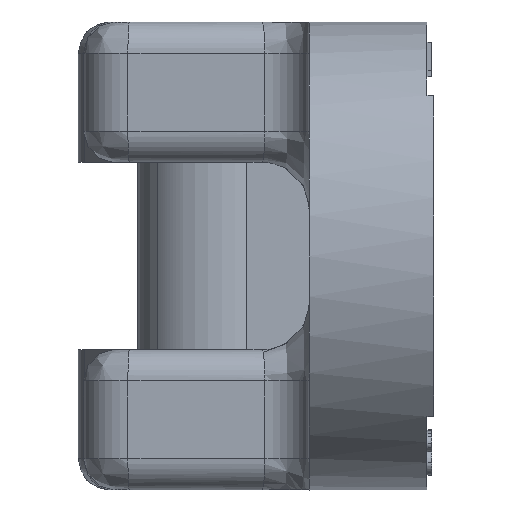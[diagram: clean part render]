
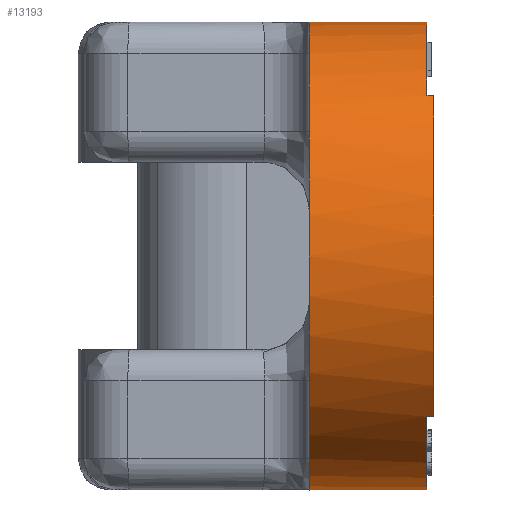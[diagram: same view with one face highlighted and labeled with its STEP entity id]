
A CAD part, left-side view. The second image highlights one B-rep face of the part: STEP entity #13193.
In plain terms, the highlighted cylindrical face has radius 7.5 mm (diameter 15 mm), a partial arc.
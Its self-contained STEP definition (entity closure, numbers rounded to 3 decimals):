
#18=DIRECTION('',(0.,1.,0.));
#19=VECTOR('',#18,3.778);
#20=CARTESIAN_POINT('',(0.,0.222,-7.5));
#21=LINE('',#20,#19);
#291=CARTESIAN_POINT('',(0.,0.,0.));
#292=DIRECTION('',(0.,1.,0.));
#293=DIRECTION('',(-0.728,0.,-0.686));
#294=AXIS2_PLACEMENT_3D('',#291,#292,#293);
#698=CARTESIAN_POINT('',(0.,4.,0.));
#699=DIRECTION('',(0.,-1.,0.));
#700=DIRECTION('',(0.,0.,1.));
#701=AXIS2_PLACEMENT_3D('',#698,#699,#700);
#825=DIRECTION('',(0.,-1.,0.));
#826=VECTOR('',#825,3.778);
#827=CARTESIAN_POINT('',(0.,4.,7.5));
#828=LINE('',#827,#826);
#2778=CARTESIAN_POINT('',(-5.45,0.222,
5.152));
#2779=CARTESIAN_POINT('',(-5.453,0.148,
5.149));
#2780=CARTESIAN_POINT('',(-5.455,0.074,
5.147));
#2781=CARTESIAN_POINT('',(-5.458,0.,5.144));
#2783=CARTESIAN_POINT('',(-5.458,0.,
-5.144));
#2784=CARTESIAN_POINT('',(-5.455,0.074,
-5.147));
#2785=CARTESIAN_POINT('',(-5.453,0.148,
-5.149));
#2786=CARTESIAN_POINT('',(-5.45,0.222,
-5.152));
#2788=CARTESIAN_POINT('',(0.,0.222,0.));
#2789=DIRECTION('',(0.,-1.,0.));
#2790=DIRECTION('',(-0.727,0.,-0.687));
#2791=AXIS2_PLACEMENT_3D('',#2788,#2789,#2790);
#2793=CARTESIAN_POINT('',(0.,0.222,0.));
#2794=DIRECTION('',(0.,-1.,0.));
#2795=DIRECTION('',(0.,0.,1.));
#2796=AXIS2_PLACEMENT_3D('',#2793,#2794,#2795);
#8455=CARTESIAN_POINT('',(0.,4.,7.5));
#8456=CARTESIAN_POINT('',(0.,4.,-7.5));
#8457=VERTEX_POINT('',#8455);
#8458=VERTEX_POINT('',#8456);
#8503=CARTESIAN_POINT('',(0.,0.222,-7.5));
#8505=VERTEX_POINT('',#8503);
#8507=CARTESIAN_POINT('',(0.,0.222,7.5));
#8509=VERTEX_POINT('',#8507);
#8511=VERTEX_POINT('',#2778);
#8512=VERTEX_POINT('',#2781);
#8513=CARTESIAN_POINT('',(-5.45,0.222,
-5.152));
#8514=VERTEX_POINT('',#8513);
#8515=VERTEX_POINT('',#2783);
#13177=CARTESIAN_POINT('',(0.,28.795,0.));
#13178=DIRECTION('',(0.,-1.,0.));
#13179=DIRECTION('',(0.,0.,1.));
#13180=AXIS2_PLACEMENT_3D('',#13177,#13178,#13179);
#13181=CYLINDRICAL_SURFACE('',#13180,7.5);
#13182=ORIENTED_EDGE('',*,*,#11148,.T.);
#13183=ORIENTED_EDGE('',*,*,#11169,.F.);
#13184=ORIENTED_EDGE('',*,*,#10984,.T.);
#13186=ORIENTED_EDGE('',*,*,#13185,.T.);
#13187=ORIENTED_EDGE('',*,*,#10817,.T.);
#13188=ORIENTED_EDGE('',*,*,#11480,.F.);
#13189=ORIENTED_EDGE('',*,*,#11649,.T.);
#13190=ORIENTED_EDGE('',*,*,#12338,.T.);
#13191=EDGE_LOOP('',(#13182,#13183,#13184,#13186,#13187,#13188,#13189,#13190));
#13192=FACE_OUTER_BOUND('',#13191,.F.);
#13193=ADVANCED_FACE('',(#13192),#13181,.T.);
#295=CIRCLE('',#294,7.5);
#702=CIRCLE('',#701,7.5);
#2782=B_SPLINE_CURVE_WITH_KNOTS('',3,(#2778,#2779,#2780,#2781),.UNSPECIFIED.,
.F.,.F.,(4,4),(0.,1.),.UNSPECIFIED.);
#2787=B_SPLINE_CURVE_WITH_KNOTS('',3,(#2783,#2784,#2785,#2786),.UNSPECIFIED.,
.F.,.F.,(4,4),(0.,1.),.UNSPECIFIED.);
#2792=CIRCLE('',#2791,7.5);
#2797=CIRCLE('',#2796,7.5);
#10817=EDGE_CURVE('',#8505,#8458,#21,.T.);
#10984=EDGE_CURVE('',#8515,#8514,#2787,.T.);
#11148=EDGE_CURVE('',#8511,#8512,#2782,.T.);
#11169=EDGE_CURVE('',#8515,#8512,#295,.T.);
#11480=EDGE_CURVE('',#8457,#8458,#702,.T.);
#11649=EDGE_CURVE('',#8457,#8509,#828,.T.);
#12338=EDGE_CURVE('',#8509,#8511,#2797,.T.);
#13185=EDGE_CURVE('',#8514,#8505,#2792,.T.);
